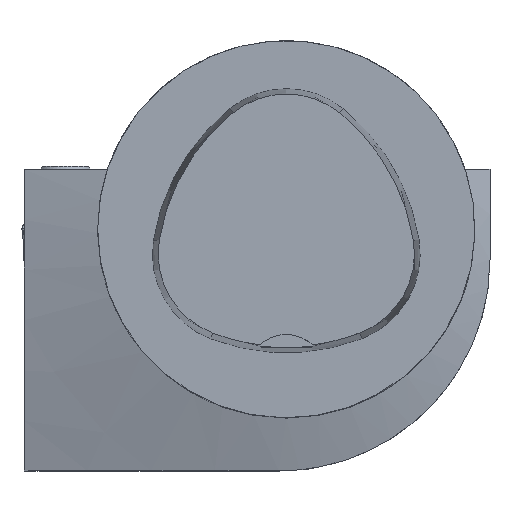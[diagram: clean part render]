
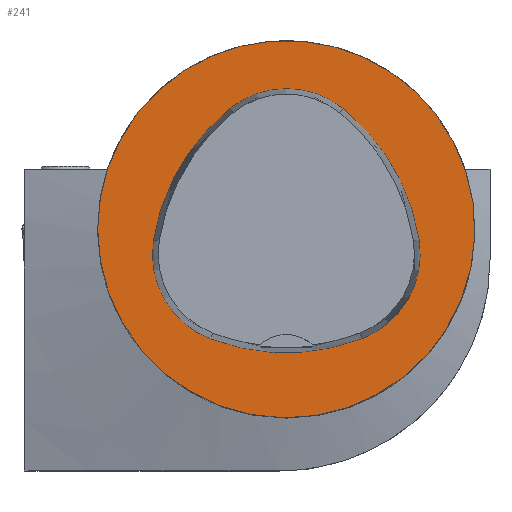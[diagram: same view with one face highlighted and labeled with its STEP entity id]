
A CAD part, top view. The second image highlights one B-rep face of the part: STEP entity #241.
In plain terms, the highlighted planar face has unit normal (0, 0, 1).
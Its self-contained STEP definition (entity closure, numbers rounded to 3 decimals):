
#107=FACE_BOUND('',#483,.T.);
#108=FACE_BOUND('',#484,.T.);
#163=CIRCLE('',#1890,25.);
#164=CIRCLE('',#1897,28.);
#166=CIRCLE('',#1900,12.);
#168=CIRCLE('',#1903,28.);
#170=CIRCLE('',#1906,12.);
#174=CIRCLE('',#1911,28.);
#176=CIRCLE('',#1914,12.);
#241=ADVANCED_FACE('',(#107,#108),#303,.T.);
#303=PLANE('',#1919);
#483=EDGE_LOOP('',(#886,#887,#888,#889,#890,#891));
#484=EDGE_LOOP('',(#892));
#886=ORIENTED_EDGE('',*,*,#1370,.T.);
#887=ORIENTED_EDGE('',*,*,#1350,.T.);
#888=ORIENTED_EDGE('',*,*,#1354,.T.);
#889=ORIENTED_EDGE('',*,*,#1357,.T.);
#890=ORIENTED_EDGE('',*,*,#1360,.T.);
#891=ORIENTED_EDGE('',*,*,#1368,.T.);
#892=ORIENTED_EDGE('',*,*,#1338,.F.);
#1126=VERTEX_POINT('',#3288);
#1137=VERTEX_POINT('',#3332);
#1138=VERTEX_POINT('',#3333);
#1141=VERTEX_POINT('',#3341);
#1143=VERTEX_POINT('',#3347);
#1145=VERTEX_POINT('',#3353);
#1152=VERTEX_POINT('',#3374);
#1338=EDGE_CURVE('',#1126,#1126,#163,.T.);
#1350=EDGE_CURVE('',#1137,#1138,#164,.T.);
#1354=EDGE_CURVE('',#1138,#1141,#166,.T.);
#1357=EDGE_CURVE('',#1141,#1143,#168,.T.);
#1360=EDGE_CURVE('',#1143,#1145,#170,.T.);
#1368=EDGE_CURVE('',#1145,#1152,#174,.T.);
#1370=EDGE_CURVE('',#1152,#1137,#176,.T.);
#1890=AXIS2_PLACEMENT_3D('',#3287,#2208,#2209);
#1897=AXIS2_PLACEMENT_3D('',#3331,#2226,#2227);
#1900=AXIS2_PLACEMENT_3D('',#3340,#2234,#2235);
#1903=AXIS2_PLACEMENT_3D('',#3346,#2241,#2242);
#1906=AXIS2_PLACEMENT_3D('',#3352,#2248,#2249);
#1911=AXIS2_PLACEMENT_3D('',#3375,#2260,#2261);
#1914=AXIS2_PLACEMENT_3D('',#3378,#2266,#2267);
#1919=AXIS2_PLACEMENT_3D('',#3383,#2276,#2277);
#2208=DIRECTION('',(0.,0.,-1.));
#2209=DIRECTION('',(-1.,0.,0.));
#2226=DIRECTION('',(0.,0.,-1.));
#2227=DIRECTION('',(-1.,0.,0.));
#2234=DIRECTION('',(0.,0.,-1.));
#2235=DIRECTION('',(-1.,0.,0.));
#2241=DIRECTION('',(0.,0.,-1.));
#2242=DIRECTION('',(-1.,0.,0.));
#2248=DIRECTION('',(0.,0.,-1.));
#2249=DIRECTION('',(-1.,0.,0.));
#2260=DIRECTION('',(0.,0.,-1.));
#2261=DIRECTION('',(-1.,0.,0.));
#2266=DIRECTION('',(0.,0.,-1.));
#2267=DIRECTION('',(-1.,0.,0.));
#2276=DIRECTION('',(0.,0.,1.));
#2277=DIRECTION('',(1.,0.,0.));
#3287=CARTESIAN_POINT('',(0.,0.,0.));
#3288=CARTESIAN_POINT('',(-25.,0.,0.));
#3331=CARTESIAN_POINT('',(10.068,-5.824,0.));
#3332=CARTESIAN_POINT('',(-17.584,-1.424,0.));
#3333=CARTESIAN_POINT('',(-7.531,15.953,0.));
#3340=CARTESIAN_POINT('',(0.011,6.62,0.));
#3341=CARTESIAN_POINT('',(7.567,15.942,0.));
#3346=CARTESIAN_POINT('',(-10.063,-5.81,0.));
#3347=CARTESIAN_POINT('',(17.59,-1.418,0.));
#3352=CARTESIAN_POINT('',(5.739,-3.3,0.));
#3353=CARTESIAN_POINT('',(10.05,-14.499,0.));
#3374=CARTESIAN_POINT('',(-10.025,-14.516,0.));
#3375=CARTESIAN_POINT('',(-0.01,11.631,0.));
#3378=CARTESIAN_POINT('',(-5.733,-3.31,0.));
#3383=CARTESIAN_POINT('',(0.,0.,0.));
